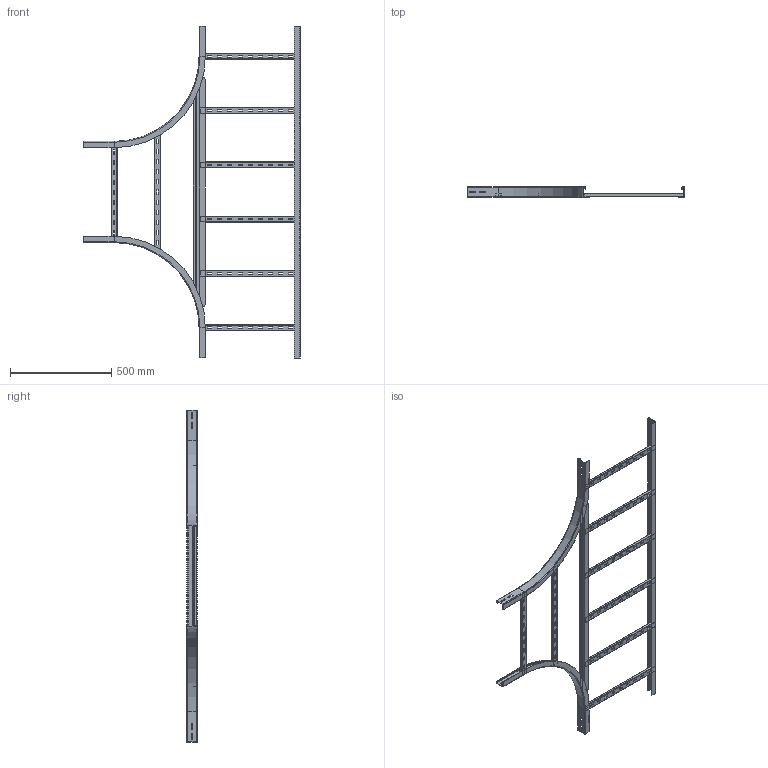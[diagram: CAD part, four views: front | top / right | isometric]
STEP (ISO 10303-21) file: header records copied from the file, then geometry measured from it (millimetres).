
FILE_DESCRIPTION(/* description */ (''),/* implementation_level */ '2;1');
FILE_NAME(/* name */ 'TDC500H50N.stp',/* time_stamp */ '2020-05-19T09:25:13+02:00',/* author */ ('NB06DT_User'),/* organization */ (''),/* preprocessor_version */ 'ST-DEVELOPER v18.1',/* originating_system */ 'Autodesk Inventor 2021',/* authorisation */ '');
FILE_SCHEMA (('AUTOMOTIVE_DESIGN { 1 0 10303 214 3 1 1 }'));
Length unit declared in the file: millimetre
Products named in the file (6): TDC500H45N; LDC...H45N wewnętrzny; H50N 500; szczebel 30x15x490; szczebel 30x15x590; szczebel trójnika drabinki 500
Assembly tree (12 placements, depth 2):
  TDC500H45N
    LDC...H45N wewnętrzny  x2
    H50N 500
    szczebel 30x15x490  x7
    szczebel 30x15x590
    szczebel trójnika drabinki 500
Bounding box: 1070 x 50 x 1640 mm (x, y, z)
Volume: 1124292.8 mm3; surface area: 1388554 mm2
Topology: 12 solids, 12 shells, 836 faces, 2044 edges, 1232 vertices
Faces by surface type: plane 702, cylinder 118, torus 12, bspline 4
Full cylindrical faces by diameter (mm): 3 x4
Entity records: 9537 total; most frequent: CARTESIAN_POINT 1700, ORIENTED_EDGE 1548, DIRECTION 1542, EDGE_CURVE 774, LINE 658, VECTOR 658, VERTEX_POINT 464, AXIS2_PLACEMENT_3D 442
